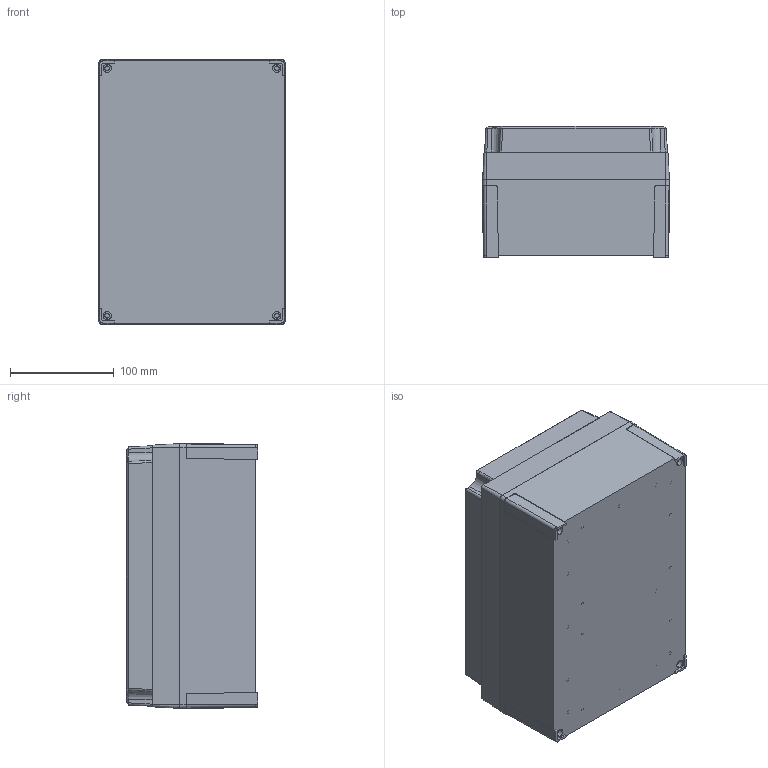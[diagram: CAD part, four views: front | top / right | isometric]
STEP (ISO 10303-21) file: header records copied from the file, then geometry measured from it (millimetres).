
FILE_DESCRIPTION (( 'STEP AP214' ), '1' );
FILE_NAME ('6013327_FIBOX_MNX_PC_200_125_XHG.STEP', '2023-02-16T13:03:42', ( '' ), ( '' ), 'SwSTEP 2.0', 'SolidWorks 2021', '' );
FILE_SCHEMA (( 'AUTOMOTIVE_DESIGN' ));
Length unit declared in the file: millimetre
Products named in the file (4): FIBOX_MNXSS14551H; 6013327_FIBOX_MNX_PC_200_125_XHG; FIBOX_MNX20050C; FIBOX_MNX200XHB
Assembly tree (6 placements, depth 2):
  6013327_FIBOX_MNX_PC_200_125_XHG
    FIBOX_MNX200XHB
    FIBOX_MNX20050C
    FIBOX_MNXSS14551H  x4
Bounding box: 180.1 x 126.6 x 255.1 mm (x, y, z)
Volume: 612955.7 mm3; surface area: 404667.3 mm2
Topology: 6 solids, 6 shells, 685 faces, 1689 edges, 1116 vertices
Faces by surface type: plane 395, cylinder 236, cone 48, bspline 6
Entity records: 20825 total; most frequent: CARTESIAN_POINT 6121, DIRECTION 3069, ORIENTED_EDGE 2970, EDGE_CURVE 1485, AXIS2_PLACEMENT_3D 1100, VERTEX_POINT 984, LINE 869, VECTOR 869
